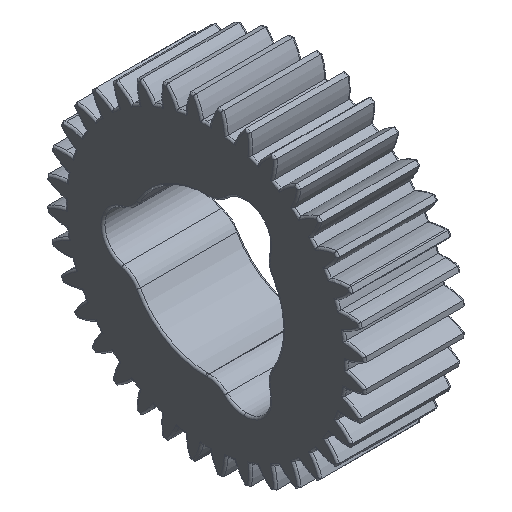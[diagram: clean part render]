
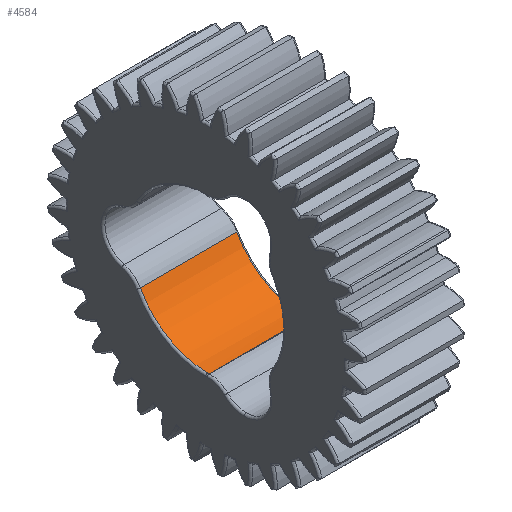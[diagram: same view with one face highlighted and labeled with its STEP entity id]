
A CAD part, isometric view. The second image highlights one B-rep face of the part: STEP entity #4584.
In plain terms, the highlighted cylindrical face has radius 9.716 mm (diameter 19.431 mm), a partial arc.
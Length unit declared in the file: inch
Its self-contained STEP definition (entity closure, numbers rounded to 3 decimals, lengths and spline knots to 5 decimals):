
#360 = CIRCLE ( 'NONE', #12211, 0.3825 ) ;
#613 = VERTEX_POINT ( 'NONE', #3859 ) ;
#661 = ORIENTED_EDGE ( 'NONE', *, *, #11505, .T. ) ;
#1538 = FACE_OUTER_BOUND ( 'NONE', #2503, .T. ) ;
#1657 = DIRECTION ( 'NONE',  ( -1., 0., 0. ) ) ;
#1795 = CARTESIAN_POINT ( 'NONE',  ( 2., 0.33508, -0.18447 ) ) ;
#2024 = ORIENTED_EDGE ( 'NONE', *, *, #5566, .T. ) ;
#2199 = VERTEX_POINT ( 'NONE', #13160 ) ;
#2503 = EDGE_LOOP ( 'NONE', ( #6365, #3817, #7157, #661, #2024 ) ) ;
#2856 = VECTOR ( 'NONE', #1657, 39.37008 ) ;
#3743 = CYLINDRICAL_SURFACE ( 'NONE', #4817, 0.3825 ) ;
#3817 = ORIENTED_EDGE ( 'NONE', *, *, #9415, .T. ) ;
#3859 = CARTESIAN_POINT ( 'NONE',  ( 0.49, -0.00779, -0.38242 ) ) ;
#4059 = DIRECTION ( 'NONE',  ( 1., 0., 0. ) ) ;
#4170 = CARTESIAN_POINT ( 'NONE',  ( 0.49, 0.33508, -0.18447 ) ) ;
#4181 = VERTEX_POINT ( 'NONE', #10267 ) ;
#4584 = ADVANCED_FACE ( 'NONE', ( #1538 ), #3743, .F. ) ;
#4634 = DIRECTION ( 'NONE',  ( 0., 0., -1. ) ) ;
#4817 = AXIS2_PLACEMENT_3D ( 'NONE', #11917, #9559, #13186 ) ;
#5071 = AXIS2_PLACEMENT_3D ( 'NONE', #6918, #12711, #4634 ) ;
#5139 = AXIS2_PLACEMENT_3D ( 'NONE', #14399, #4059, #13281 ) ;
#5379 = DIRECTION ( 'NONE',  ( 0., 0., -1. ) ) ;
#5382 = CIRCLE ( 'NONE', #5139, 0.3825 ) ;
#5566 = EDGE_CURVE ( 'NONE', #8980, #4181, #14357, .T. ) ;
#6282 = EDGE_CURVE ( 'NONE', #2199, #613, #8947, .T. ) ;
#6365 = ORIENTED_EDGE ( 'NONE', *, *, #6848, .T. ) ;
#6528 = DIRECTION ( 'NONE',  ( -1., 0., 0. ) ) ;
#6848 = EDGE_CURVE ( 'NONE', #4181, #9946, #11829, .T. ) ;
#6918 = CARTESIAN_POINT ( 'NONE',  ( 0.01, 0., 0. ) ) ;
#7157 = ORIENTED_EDGE ( 'NONE', *, *, #6282, .T. ) ;
#8697 = CARTESIAN_POINT ( 'NONE',  ( 0.01, 0., 0. ) ) ;
#8947 = LINE ( 'NONE', #11137, #9852 ) ;
#8980 = VERTEX_POINT ( 'NONE', #4170 ) ;
#9415 = EDGE_CURVE ( 'NONE', #9946, #2199, #360, .T. ) ;
#9559 = DIRECTION ( 'NONE',  ( -1., 0., 0. ) ) ;
#9852 = VECTOR ( 'NONE', #11291, 39.37008 ) ;
#9946 = VERTEX_POINT ( 'NONE', #11485 ) ;
#10267 = CARTESIAN_POINT ( 'NONE',  ( 0.01, 0.33508, -0.18447 ) ) ;
#11137 = CARTESIAN_POINT ( 'NONE',  ( 2., -0.00779, -0.38242 ) ) ;
#11291 = DIRECTION ( 'NONE',  ( 1., 0., 0. ) ) ;
#11485 = CARTESIAN_POINT ( 'NONE',  ( 0.01, 0., -0.3825 ) ) ;
#11505 = EDGE_CURVE ( 'NONE', #613, #8980, #5382, .T. ) ;
#11829 = CIRCLE ( 'NONE', #5071, 0.3825 ) ;
#11917 = CARTESIAN_POINT ( 'NONE',  ( 2., 0., 0. ) ) ;
#12211 = AXIS2_PLACEMENT_3D ( 'NONE', #8697, #6528, #5379 ) ;
#12711 = DIRECTION ( 'NONE',  ( -1., 0., 0. ) ) ;
#13160 = CARTESIAN_POINT ( 'NONE',  ( 0.01, -0.00779, -0.38242 ) ) ;
#13186 = DIRECTION ( 'NONE',  ( 0., 0., 1. ) ) ;
#13281 = DIRECTION ( 'NONE',  ( 0., 0., 1. ) ) ;
#14357 = LINE ( 'NONE', #1795, #2856 ) ;
#14399 = CARTESIAN_POINT ( 'NONE',  ( 0.49, 0., 0. ) ) ;
